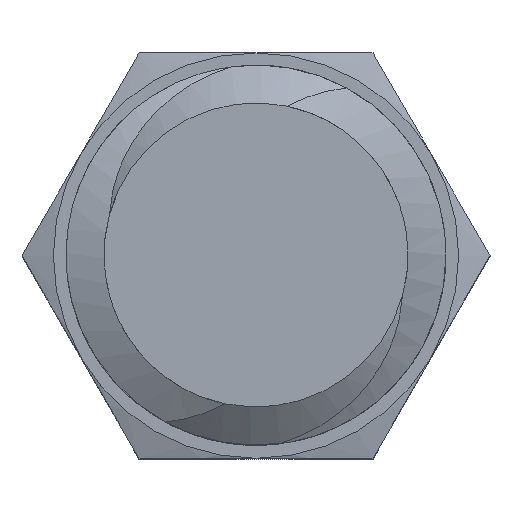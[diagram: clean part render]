
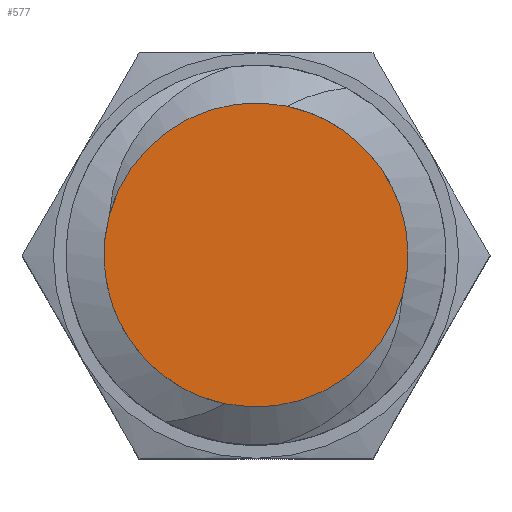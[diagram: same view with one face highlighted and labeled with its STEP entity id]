
A CAD part, top view. The second image highlights one B-rep face of the part: STEP entity #577.
In plain terms, the highlighted planar face has unit normal (0, 0, 1).
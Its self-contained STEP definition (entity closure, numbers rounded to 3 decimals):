
#20=ELLIPSE('',#652,2.755,2.452);
#57=PLANE('',#650);
#83=FACE_OUTER_BOUND('',#124,.T.);
#124=EDGE_LOOP('',(#441,#442,#443,#444,#445));
#154=CIRCLE('',#651,3.);
#155=CIRCLE('',#653,3.);
#164=B_SPLINE_CURVE_WITH_KNOTS('',3,(#1015,#1016,#1017,#1018,#1019,#1020,
#1021,#1022,#1023,#1024,#1025,#1026),.UNSPECIFIED.,.F.,.F.,(4,2,2,2,2,4),
(0.,0.113,0.271,0.48,0.649,
0.82),.UNSPECIFIED.);
#165=B_SPLINE_CURVE_WITH_KNOTS('',3,(#1030,#1031,#1032,#1033,#1034,#1035,
#1036,#1037,#1038,#1039,#1040,#1041),.UNSPECIFIED.,.F.,.F.,(4,2,2,2,2,4),
(0.,0.12,0.289,0.551,
0.768,0.986),.UNSPECIFIED.);
#257=VERTEX_POINT('',#1013);
#258=VERTEX_POINT('',#1014);
#259=VERTEX_POINT('',#1027);
#260=VERTEX_POINT('',#1029);
#261=VERTEX_POINT('',#1042);
#321=EDGE_CURVE('',#257,#258,#164,.F.);
#322=EDGE_CURVE('',#259,#257,#154,.T.);
#323=EDGE_CURVE('',#260,#259,#165,.F.);
#324=EDGE_CURVE('',#261,#260,#20,.T.);
#325=EDGE_CURVE('',#258,#261,#155,.T.);
#441=ORIENTED_EDGE('',*,*,#321,.F.);
#442=ORIENTED_EDGE('',*,*,#322,.F.);
#443=ORIENTED_EDGE('',*,*,#323,.F.);
#444=ORIENTED_EDGE('',*,*,#324,.F.);
#445=ORIENTED_EDGE('',*,*,#325,.F.);
#577=ADVANCED_FACE('',(#83),#57,.F.);
#650=AXIS2_PLACEMENT_3D('',#1012,#763,#764);
#651=AXIS2_PLACEMENT_3D('',#1028,#765,#766);
#652=AXIS2_PLACEMENT_3D('',#1043,#767,#768);
#653=AXIS2_PLACEMENT_3D('',#1044,#769,#770);
#763=DIRECTION('center_axis',(0.,0.,-1.));
#764=DIRECTION('ref_axis',(-1.,0.,0.));
#765=DIRECTION('center_axis',(0.,0.,-1.));
#766=DIRECTION('ref_axis',(-1.,0.,0.));
#767=DIRECTION('center_axis',(0.,0.,-1.));
#768=DIRECTION('ref_axis',(0.996,0.086,0.));
#769=DIRECTION('center_axis',(0.,0.,-1.));
#770=DIRECTION('ref_axis',(-1.,0.,0.));
#1012=CARTESIAN_POINT('Origin',(0.,0.,7.));
#1013=CARTESIAN_POINT('',(0.613,2.936,7.));
#1014=CARTESIAN_POINT('',(2.892,-0.797,7.));
#1015=CARTESIAN_POINT('Ctrl Pts',(2.892,-0.797,7.));
#1016=CARTESIAN_POINT('Ctrl Pts',(2.993,-0.434,7.));
#1017=CARTESIAN_POINT('Ctrl Pts',(3.004,-0.121,7.));
#1018=CARTESIAN_POINT('Ctrl Pts',(2.987,0.393,7.));
#1019=CARTESIAN_POINT('Ctrl Pts',(2.933,0.692,7.));
#1020=CARTESIAN_POINT('Ctrl Pts',(2.708,1.351,7.));
#1021=CARTESIAN_POINT('Ctrl Pts',(2.512,1.686,7.));
#1022=CARTESIAN_POINT('Ctrl Pts',(2.037,2.222,7.));
#1023=CARTESIAN_POINT('Ctrl Pts',(1.786,2.429,7.));
#1024=CARTESIAN_POINT('Ctrl Pts',(1.23,2.755,7.));
#1025=CARTESIAN_POINT('Ctrl Pts',(0.931,2.87,7.));
#1026=CARTESIAN_POINT('Ctrl Pts',(0.614,2.935,7.));
#1027=CARTESIAN_POINT('',(-2.892,0.797,7.));
#1028=CARTESIAN_POINT('Origin',(0.,0.,7.));
#1029=CARTESIAN_POINT('',(-1.064,-2.805,7.));
#1030=CARTESIAN_POINT('Ctrl Pts',(-2.892,0.797,7.));
#1031=CARTESIAN_POINT('Ctrl Pts',(-2.999,0.411,7.));
#1032=CARTESIAN_POINT('Ctrl Pts',(-3.006,0.082,
7.));
#1033=CARTESIAN_POINT('Ctrl Pts',(-2.979,-0.46,
7.));
#1034=CARTESIAN_POINT('Ctrl Pts',(-2.914,-0.774,
7.));
#1035=CARTESIAN_POINT('Ctrl Pts',(-2.628,-1.529,7.));
#1036=CARTESIAN_POINT('Ctrl Pts',(-2.379,-1.845,7.));
#1037=CARTESIAN_POINT('Ctrl Pts',(-2.035,-2.213,7.));
#1038=CARTESIAN_POINT('Ctrl Pts',(-1.86,-2.362,7.));
#1039=CARTESIAN_POINT('Ctrl Pts',(-1.481,-2.618,7.));
#1040=CARTESIAN_POINT('Ctrl Pts',(-1.278,-2.724,7.));
#1041=CARTESIAN_POINT('Ctrl Pts',(-1.064,-2.805,7.));
#1042=CARTESIAN_POINT('',(-0.613,-2.936,7.));
#1043=CARTESIAN_POINT('Origin',(0.057,-0.544,7.));
#1044=CARTESIAN_POINT('Origin',(0.,0.,7.));
